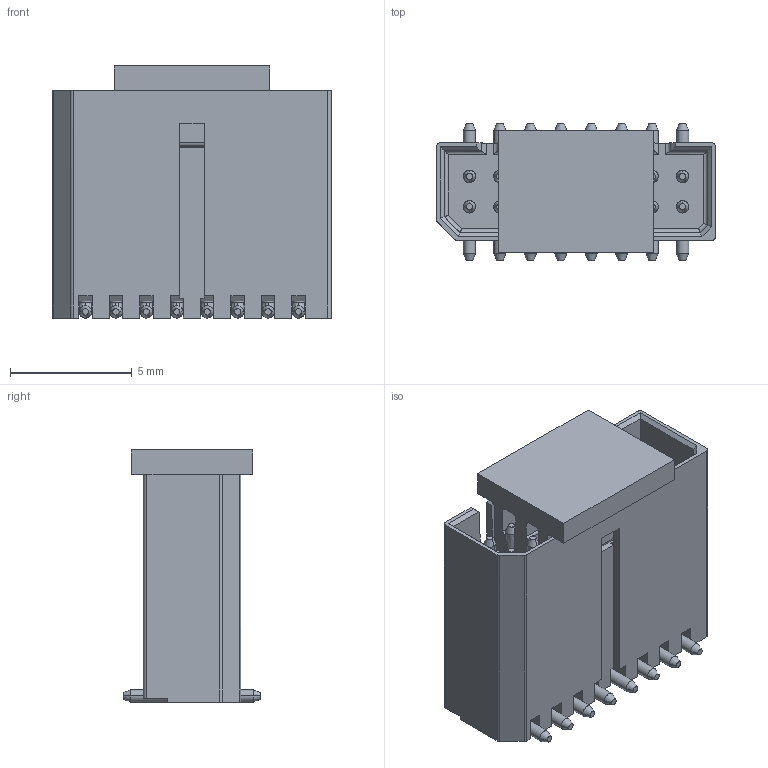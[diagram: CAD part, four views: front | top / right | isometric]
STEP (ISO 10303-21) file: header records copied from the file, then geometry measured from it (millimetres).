
FILE_DESCRIPTION( ('This file contains a STEP AP42 implementation' ,'as created by ZW3D STEP Interface translator.') ,'2;1' );
FILE_NAME( '3651-P016-093XXR02.stp' ,'2411 2.1059 9', (''), ('ZWCAD Software Co.'), 'Version 1.0', 'ZW3D to STEP translator', '' );
FILE_SCHEMA(('AUTOMOTIVE_DESIGN { 1 0 10303 214 1 1 1 1 }'));
Length unit declared in the file: millimetre
Products named in the file (4): 0; 3651-P016-093XXR02; 3651-P014-059G0R01_7; CAP3651-G201_7
Assembly tree (2 placements, depth 2):
  0
  3651-P016-093XXR02
    3651-P014-059G0R01_7
    CAP3651-G201_7
Bounding box: 11.45 x 5.65 x 10.35 mm (x, y, z)
Volume: 388.5 mm3; surface area: 843.2 mm2
Topology: 2 solids, 2 shells, 635 faces, 1721 edges, 1088 vertices
Faces by surface type: plane 212, bspline 201, cylinder 116, cone 106
Full cylindrical faces by diameter (mm): 0.5 x4
Entity records: 23789 total; most frequent: CARTESIAN_POINT 8728, ORIENTED_EDGE 3442, DIRECTION 2534, EDGE_CURVE 1721, VERTEX_POINT 1088, VECTOR 952, LINE 952, AXIS2_PLACEMENT_3D 791
